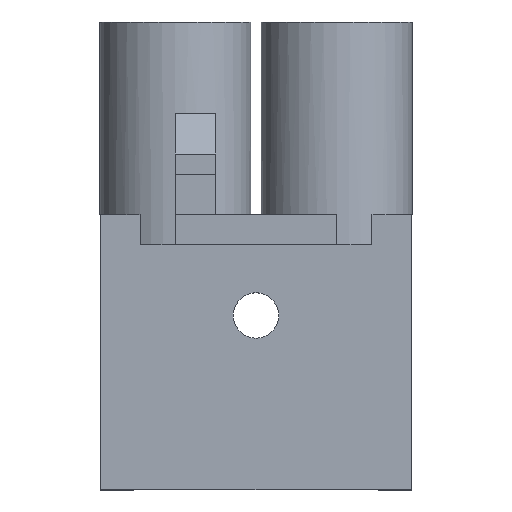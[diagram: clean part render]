
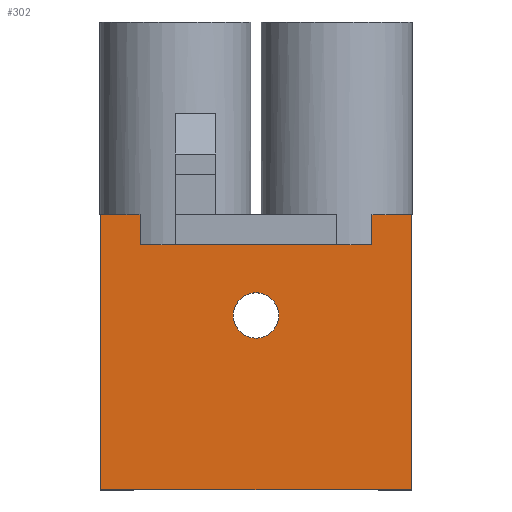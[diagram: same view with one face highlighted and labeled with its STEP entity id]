
A CAD part, top view. The second image highlights one B-rep face of the part: STEP entity #302.
In plain terms, the highlighted planar face has unit normal (0, 0, 1).
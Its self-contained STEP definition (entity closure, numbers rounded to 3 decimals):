
#97=FACE_BOUND('',#705,.T.);
#98=FACE_BOUND('',#706,.T.);
#302=ADVANCED_FACE('',(#97,#98),#435,.F.);
#435=PLANE('',#2911);
#705=EDGE_LOOP('',(#1439));
#706=EDGE_LOOP('',(#1440,#1441,#1442,#1443,#1444,#1445,#1446,#1447,#1448,
#1449));
#840=CIRCLE('',#2831,1.125);
#1439=ORIENTED_EDGE('',*,*,#2022,.T.);
#1440=ORIENTED_EDGE('',*,*,#1886,.T.);
#1441=ORIENTED_EDGE('',*,*,#1895,.T.);
#1442=ORIENTED_EDGE('',*,*,#1922,.T.);
#1443=ORIENTED_EDGE('',*,*,#1914,.T.);
#1444=ORIENTED_EDGE('',*,*,#1924,.T.);
#1445=ORIENTED_EDGE('',*,*,#1947,.T.);
#1446=ORIENTED_EDGE('',*,*,#2172,.T.);
#1447=ORIENTED_EDGE('',*,*,#2166,.F.);
#1448=ORIENTED_EDGE('',*,*,#2127,.F.);
#1449=ORIENTED_EDGE('',*,*,#2118,.T.);
#1632=VERTEX_POINT('',#3806);
#1633=VERTEX_POINT('',#3808);
#1641=VERTEX_POINT('',#3833);
#1657=VERTEX_POINT('',#3873);
#1658=VERTEX_POINT('',#3874);
#1665=VERTEX_POINT('',#3893);
#1683=VERTEX_POINT('',#3942);
#1731=VERTEX_POINT('',#4103);
#1797=VERTEX_POINT('',#4298);
#1800=VERTEX_POINT('',#4314);
#1825=VERTEX_POINT('',#4392);
#1886=EDGE_CURVE('',#1633,#1632,#2246,.T.);
#1895=EDGE_CURVE('',#1632,#1641,#2251,.T.);
#1914=EDGE_CURVE('',#1657,#1658,#2259,.T.);
#1922=EDGE_CURVE('',#1641,#1657,#2261,.T.);
#1924=EDGE_CURVE('',#1658,#1665,#2263,.T.);
#1947=EDGE_CURVE('',#1665,#1683,#2273,.T.);
#2022=EDGE_CURVE('',#1731,#1731,#840,.T.);
#2118=EDGE_CURVE('',#1797,#1633,#2408,.T.);
#2127=EDGE_CURVE('',#1797,#1800,#2414,.T.);
#2166=EDGE_CURVE('',#1800,#1825,#2450,.T.);
#2172=EDGE_CURVE('',#1683,#1825,#2453,.T.);
#2246=LINE('',#3807,#2492);
#2251=LINE('',#3832,#2497);
#2259=LINE('',#3872,#2505);
#2261=LINE('',#3889,#2507);
#2263=LINE('',#3892,#2509);
#2273=LINE('',#3941,#2519);
#2408=LINE('',#4297,#2654);
#2414=LINE('',#4313,#2660);
#2450=LINE('',#4391,#2696);
#2453=LINE('',#4407,#2699);
#2492=VECTOR('',#3017,1.);
#2497=VECTOR('',#3030,1.);
#2505=VECTOR('',#3062,1.);
#2507=VECTOR('',#3078,1.);
#2509=VECTOR('',#3082,1.);
#2519=VECTOR('',#3134,1.);
#2654=VECTOR('',#3467,1.);
#2660=VECTOR('',#3487,1.);
#2696=VECTOR('',#3557,1.);
#2699=VECTOR('',#3580,1.);
#2831=AXIS2_PLACEMENT_3D('',#4102,#3294,#3295);
#2911=AXIS2_PLACEMENT_3D('',#4410,#3585,#3586);
#3017=DIRECTION('',(-1.,0.,0.));
#3030=DIRECTION('',(-1.,0.,0.));
#3062=DIRECTION('',(-1.,0.,0.));
#3078=DIRECTION('',(0.,-1.,0.));
#3082=DIRECTION('',(0.,1.,0.));
#3134=DIRECTION('',(-1.,0.,0.));
#3294=DIRECTION('',(0.,0.,-1.));
#3295=DIRECTION('',(-1.,0.,0.));
#3467=DIRECTION('',(0.,1.,0.));
#3487=DIRECTION('',(-1.,0.,0.));
#3557=DIRECTION('',(0.,1.,0.));
#3580=DIRECTION('',(-1.,0.,0.));
#3585=DIRECTION('',(0.,0.,-1.));
#3586=DIRECTION('',(0.,1.,0.));
#3806=CARTESIAN_POINT('',(5.873,13.002,23.945));
#3807=CARTESIAN_POINT('',(6.657,13.002,23.945));
#3808=CARTESIAN_POINT('',(7.057,13.002,23.945));
#3832=CARTESIAN_POINT('',(6.657,13.002,23.945));
#3833=CARTESIAN_POINT('',(1.875,13.002,23.945));
#3872=CARTESIAN_POINT('',(3.357,11.502,23.945));
#3873=CARTESIAN_POINT('',(1.875,11.502,23.945));
#3874=CARTESIAN_POINT('',(-3.162,11.502,23.945));
#3889=CARTESIAN_POINT('',(1.875,22.552,23.945));
#3892=CARTESIAN_POINT('',(-3.162,13.002,23.945));
#3893=CARTESIAN_POINT('',(-3.162,13.002,23.945));
#3941=CARTESIAN_POINT('',(6.657,13.002,23.945));
#3942=CARTESIAN_POINT('',(-7.16,13.002,23.945));
#4102=CARTESIAN_POINT('',(-0.643,8.002,23.945));
#4103=CARTESIAN_POINT('',(-1.768,8.002,23.945));
#4297=CARTESIAN_POINT('',(7.057,13.002,23.945));
#4298=CARTESIAN_POINT('',(7.057,-0.648,23.945));
#4313=CARTESIAN_POINT('',(6.657,-0.648,23.945));
#4314=CARTESIAN_POINT('',(-8.343,-0.648,23.945));
#4391=CARTESIAN_POINT('',(-8.343,13.002,23.945));
#4392=CARTESIAN_POINT('',(-8.343,13.002,23.945));
#4407=CARTESIAN_POINT('',(6.657,13.002,23.945));
#4410=CARTESIAN_POINT('',(-8.343,13.002,23.945));
